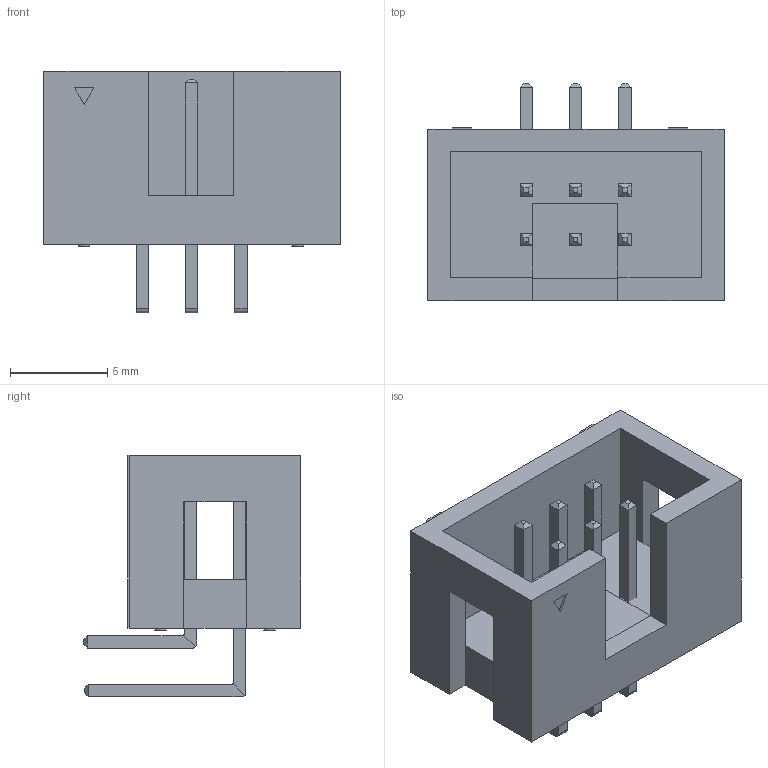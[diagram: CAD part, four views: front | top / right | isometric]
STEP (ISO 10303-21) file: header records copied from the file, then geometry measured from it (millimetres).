
FILE_DESCRIPTION(('FreeCAD Model'),'2;1');
FILE_NAME('ml_6_l.stp','2015-04-11T15:59:56',( 'FreeCAD'),('FreeCAD'),'Open CASCADE STEP processor 6.7','FreeCAD', 'Unknown');
FILE_SCHEMA(('AUTOMOTIVE_DESIGN_CC2 { 1 2 10303 214 -1 1 5 4 }'));
Length unit declared in the file: millimetre
Products named in the file (2): LinearPattern001; Array
Bounding box: 15.24 x 11.17 x 12.42 mm (x, y, z)
Volume: 618.7 mm3; surface area: 1151.2 mm2
Topology: 7 solids, 7 shells, 192 faces, 445 edges, 268 vertices
Faces by surface type: plane 176, cylinder 16
Full cylindrical faces by diameter (mm): 0.6 x4
Entity records: 11553 total; most frequent: CARTESIAN_POINT 2004, DIRECTION 1729, LINE 1207, VECTOR 1207, ORIENTED_EDGE 890, PCURVE 890, DEFINITIONAL_REPRESENTATION 890, EDGE_CURVE 445
